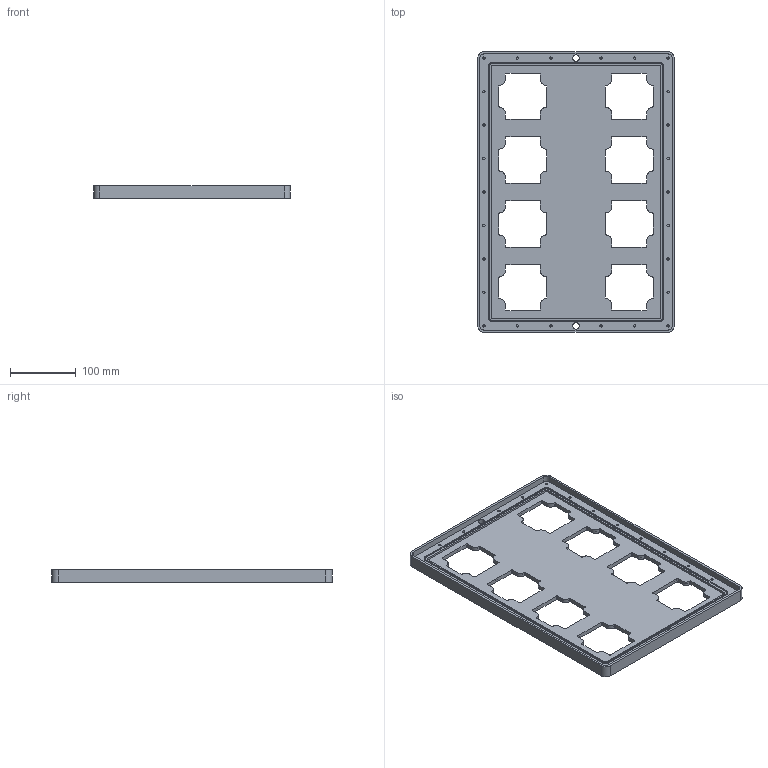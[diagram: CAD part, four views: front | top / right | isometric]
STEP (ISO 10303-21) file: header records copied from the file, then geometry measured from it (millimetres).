
FILE_DESCRIPTION (( 'STEP AP203' ), '1' );
FILE_NAME ('back_panel_cover.STEP', '2017-04-29T00:17:29', ( '' ), ( '' ), 'SwSTEP 2.0', 'SolidWorks 2015', '' );
FILE_SCHEMA (( 'CONFIG_CONTROL_DESIGN' ));
Length unit declared in the file: inch
Products named in the file (1): back_panel_cover
Bounding box: 298.45 x 425.45 x 19.05 mm (x, y, z)
Volume: 695249.8 mm3; surface area: 261921.4 mm2
Topology: 1 solids, 1 shells, 720 faces, 1920 edges, 1280 vertices
Faces by surface type: cylinder 428, plane 292
Entity records: 22899 total; most frequent: DIRECTION 4218, CARTESIAN_POINT 3921, ORIENTED_EDGE 3840, EDGE_CURVE 1920, AXIS2_PLACEMENT_3D 1577, VERTEX_POINT 1280, LINE 1064, VECTOR 1064
